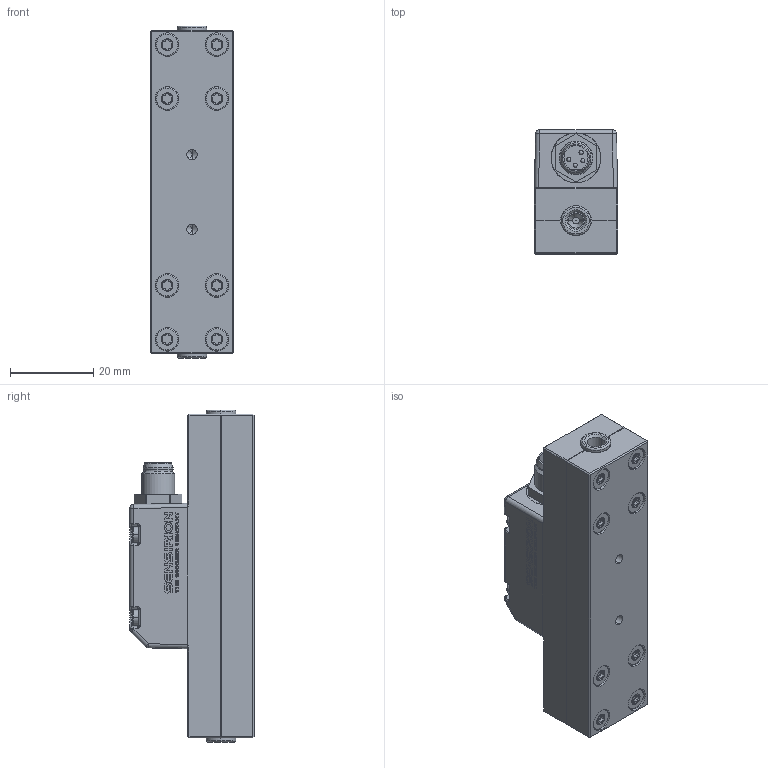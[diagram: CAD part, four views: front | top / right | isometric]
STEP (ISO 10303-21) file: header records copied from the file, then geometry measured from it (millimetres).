
FILE_DESCRIPTION (( 'STEP AP203' ), '1' );
FILE_NAME ('107880-_ SLG64-0075.step', '2015-02-09T15:22:50', ( 'IT' ), ( '' ), 'SwSTEP 2.0', 'SolidWorks 2013', '' );
FILE_SCHEMA (( 'CONFIG_CONTROL_DESIGN' ));
Length unit declared in the file: millimetre
Products named in the file (2): 107722_00; 107880-_ SLG64-0075
Assembly tree (1 placements, depth 2):
  107880-_ SLG64-0075
    107722_00
Bounding box: 20 x 29.95 x 80 mm (x, y, z)
Volume: 29112.9 mm3; surface area: 12768.2 mm2
Topology: 1 solids, 7 shells, 1474 faces, 3785 edges, 2385 vertices
Faces by surface type: plane 745, cylinder 427, cone 131, torus 68, bspline 63, sphere 40
Entity records: 46075 total; most frequent: CARTESIAN_POINT 10686, ORIENTED_EDGE 7494, DIRECTION 7115, EDGE_CURVE 3747, VERTEX_POINT 2381, AXIS2_PLACEMENT_3D 2381, LINE 2353, VECTOR 2353
